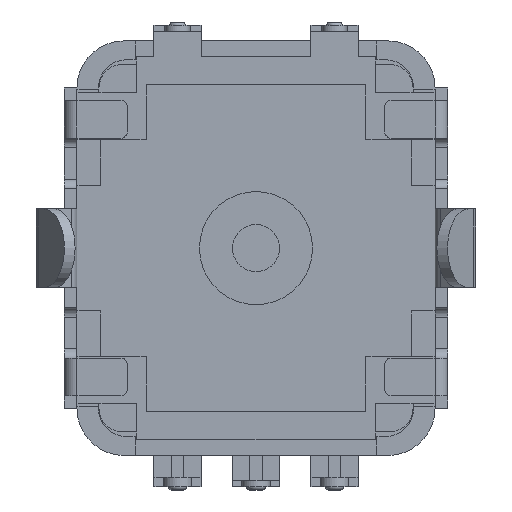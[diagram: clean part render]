
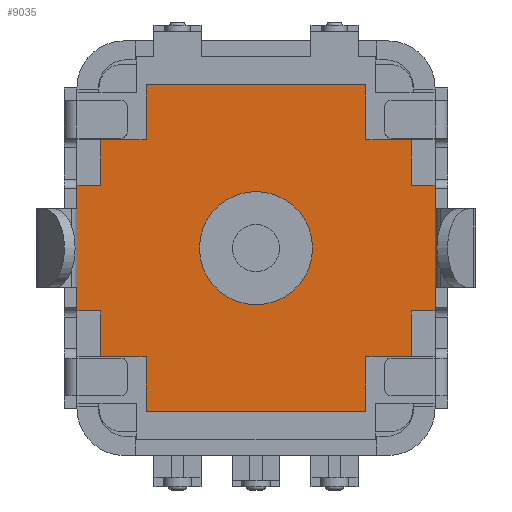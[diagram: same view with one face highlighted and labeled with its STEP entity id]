
A CAD part, front view. The second image highlights one B-rep face of the part: STEP entity #9035.
In plain terms, the highlighted planar face has unit normal (0, -1, 0).
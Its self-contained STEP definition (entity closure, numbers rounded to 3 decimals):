
#137=DIRECTION('',(0.,0.,-1.));
#138=VECTOR('',#137,2.5);
#139=CARTESIAN_POINT('',(-5.7,-5.1,1.25));
#140=LINE('',#139,#138);
#141=DIRECTION('',(0.,0.,-1.));
#142=VECTOR('',#141,0.75);
#143=CARTESIAN_POINT('',(5.7,-5.1,-1.25));
#144=LINE('',#143,#142);
#145=DIRECTION('',(-1.,0.,0.));
#146=VECTOR('',#145,0.75);
#147=CARTESIAN_POINT('',(5.7,-5.1,-2.));
#148=LINE('',#147,#146);
#149=DIRECTION('',(0.,0.,-1.));
#150=VECTOR('',#149,1.45);
#151=CARTESIAN_POINT('',(4.95,-5.1,-2.));
#152=LINE('',#151,#150);
#153=DIRECTION('',(-1.,0.,0.));
#154=VECTOR('',#153,1.45);
#155=CARTESIAN_POINT('',(-3.5,-5.1,-3.45));
#156=LINE('',#155,#154);
#157=DIRECTION('',(0.,0.,1.));
#158=VECTOR('',#157,1.45);
#159=CARTESIAN_POINT('',(-4.95,-5.1,-3.45));
#160=LINE('',#159,#158);
#161=DIRECTION('',(-1.,0.,0.));
#162=VECTOR('',#161,0.75);
#163=CARTESIAN_POINT('',(-4.95,-5.1,-2.));
#164=LINE('',#163,#162);
#165=DIRECTION('',(0.,0.,1.));
#166=VECTOR('',#165,0.75);
#167=CARTESIAN_POINT('',(-5.7,-5.1,-2.));
#168=LINE('',#167,#166);
#169=DIRECTION('',(0.,0.,1.));
#170=VECTOR('',#169,0.75);
#171=CARTESIAN_POINT('',(-5.7,-5.1,1.25));
#172=LINE('',#171,#170);
#173=DIRECTION('',(1.,0.,0.));
#174=VECTOR('',#173,0.75);
#175=CARTESIAN_POINT('',(-5.7,-5.1,2.));
#176=LINE('',#175,#174);
#177=DIRECTION('',(0.,0.,1.));
#178=VECTOR('',#177,1.45);
#179=CARTESIAN_POINT('',(-4.95,-5.1,2.));
#180=LINE('',#179,#178);
#181=DIRECTION('',(1.,0.,0.));
#182=VECTOR('',#181,1.45);
#183=CARTESIAN_POINT('',(3.5,-5.1,3.45));
#184=LINE('',#183,#182);
#185=DIRECTION('',(0.,0.,-1.));
#186=VECTOR('',#185,1.45);
#187=CARTESIAN_POINT('',(4.95,-5.1,3.45));
#188=LINE('',#187,#186);
#189=DIRECTION('',(1.,0.,0.));
#190=VECTOR('',#189,0.75);
#191=CARTESIAN_POINT('',(4.95,-5.1,2.));
#192=LINE('',#191,#190);
#193=DIRECTION('',(0.,0.,-1.));
#194=VECTOR('',#193,0.75);
#195=CARTESIAN_POINT('',(5.7,-5.1,2.));
#196=LINE('',#195,#194);
#197=DIRECTION('',(0.,0.,-1.));
#198=VECTOR('',#197,2.5);
#199=CARTESIAN_POINT('',(5.7,-5.1,1.25));
#200=LINE('',#199,#198);
#201=CARTESIAN_POINT('',(0.,-5.1,0.));
#202=DIRECTION('',(0.,-1.,0.));
#203=DIRECTION('',(1.,0.,0.));
#204=AXIS2_PLACEMENT_3D('',#201,#202,#203);
#206=CARTESIAN_POINT('',(0.,-5.1,0.));
#207=DIRECTION('',(0.,-1.,0.));
#208=DIRECTION('',(-1.,0.,0.));
#209=AXIS2_PLACEMENT_3D('',#206,#207,#208);
#406=DIRECTION('',(0.,0.,1.));
#407=VECTOR('',#406,1.75);
#408=CARTESIAN_POINT('',(3.5,-5.1,3.45));
#409=LINE('',#408,#407);
#414=DIRECTION('',(-1.,0.,0.));
#415=VECTOR('',#414,7.);
#416=CARTESIAN_POINT('',(3.5,-5.1,5.2));
#417=LINE('',#416,#415);
#422=DIRECTION('',(0.,0.,-1.));
#423=VECTOR('',#422,1.75);
#424=CARTESIAN_POINT('',(-3.5,-5.1,5.2));
#425=LINE('',#424,#423);
#430=DIRECTION('',(-1.,0.,0.));
#431=VECTOR('',#430,1.45);
#432=CARTESIAN_POINT('',(-3.5,-5.1,3.45));
#433=LINE('',#432,#431);
#969=DIRECTION('',(0.,0.,-1.));
#970=VECTOR('',#969,1.75);
#971=CARTESIAN_POINT('',(-3.5,-5.1,-3.45));
#972=LINE('',#971,#970);
#977=DIRECTION('',(1.,0.,0.));
#978=VECTOR('',#977,7.);
#979=CARTESIAN_POINT('',(-3.5,-5.1,-5.2));
#980=LINE('',#979,#978);
#985=DIRECTION('',(0.,0.,1.));
#986=VECTOR('',#985,1.75);
#987=CARTESIAN_POINT('',(3.5,-5.1,-5.2));
#988=LINE('',#987,#986);
#993=DIRECTION('',(1.,0.,0.));
#994=VECTOR('',#993,1.45);
#995=CARTESIAN_POINT('',(3.5,-5.1,-3.45));
#996=LINE('',#995,#994);
#7740=CARTESIAN_POINT('',(-5.7,-5.1,-1.25));
#7741=VERTEX_POINT('',#7740);
#7760=CARTESIAN_POINT('',(-5.7,-5.1,1.25));
#7761=VERTEX_POINT('',#7760);
#7999=CARTESIAN_POINT('',(5.7,-5.1,1.25));
#8001=VERTEX_POINT('',#7999);
#8002=CARTESIAN_POINT('',(5.7,-5.1,2.));
#8003=VERTEX_POINT('',#8002);
#8018=CARTESIAN_POINT('',(5.7,-5.1,-1.25));
#8020=VERTEX_POINT('',#8018);
#8034=CARTESIAN_POINT('',(5.7,-5.1,-2.));
#8035=VERTEX_POINT('',#8034);
#8206=CARTESIAN_POINT('',(4.95,-5.1,-2.));
#8207=VERTEX_POINT('',#8206);
#8208=CARTESIAN_POINT('',(4.95,-5.1,-3.45));
#8209=VERTEX_POINT('',#8208);
#8210=CARTESIAN_POINT('',(3.5,-5.1,-3.45));
#8211=VERTEX_POINT('',#8210);
#8212=CARTESIAN_POINT('',(3.5,-5.1,-5.2));
#8213=VERTEX_POINT('',#8212);
#8214=CARTESIAN_POINT('',(-3.5,-5.1,-5.2));
#8215=VERTEX_POINT('',#8214);
#8216=CARTESIAN_POINT('',(-3.5,-5.1,-3.45));
#8217=VERTEX_POINT('',#8216);
#8218=CARTESIAN_POINT('',(-4.95,-5.1,-3.45));
#8219=VERTEX_POINT('',#8218);
#8220=CARTESIAN_POINT('',(-4.95,-5.1,-2.));
#8221=VERTEX_POINT('',#8220);
#8222=CARTESIAN_POINT('',(-5.7,-5.1,-2.));
#8223=VERTEX_POINT('',#8222);
#8224=CARTESIAN_POINT('',(-5.7,-5.1,2.));
#8225=VERTEX_POINT('',#8224);
#8226=CARTESIAN_POINT('',(-4.95,-5.1,2.));
#8227=VERTEX_POINT('',#8226);
#8228=CARTESIAN_POINT('',(-4.95,-5.1,3.45));
#8229=VERTEX_POINT('',#8228);
#8230=CARTESIAN_POINT('',(-3.5,-5.1,3.45));
#8231=VERTEX_POINT('',#8230);
#8232=CARTESIAN_POINT('',(-3.5,-5.1,5.2));
#8233=VERTEX_POINT('',#8232);
#8234=CARTESIAN_POINT('',(3.5,-5.1,5.2));
#8235=VERTEX_POINT('',#8234);
#8236=CARTESIAN_POINT('',(3.5,-5.1,3.45));
#8237=VERTEX_POINT('',#8236);
#8238=CARTESIAN_POINT('',(4.95,-5.1,3.45));
#8239=VERTEX_POINT('',#8238);
#8240=CARTESIAN_POINT('',(4.95,-5.1,2.));
#8241=VERTEX_POINT('',#8240);
#8242=CARTESIAN_POINT('',(1.8,-5.1,0.));
#8243=CARTESIAN_POINT('',(-1.8,-5.1,0.));
#8244=VERTEX_POINT('',#8242);
#8245=VERTEX_POINT('',#8243);
#8975=CARTESIAN_POINT('',(0.,-5.1,0.));
#8976=DIRECTION('',(0.,1.,0.));
#8977=DIRECTION('',(-1.,0.,0.));
#8978=AXIS2_PLACEMENT_3D('',#8975,#8976,#8977);
#8979=PLANE('',#8978);
#8981=ORIENTED_EDGE('',*,*,#8980,.T.);
#8983=ORIENTED_EDGE('',*,*,#8982,.T.);
#8985=ORIENTED_EDGE('',*,*,#8984,.T.);
#8987=ORIENTED_EDGE('',*,*,#8986,.F.);
#8989=ORIENTED_EDGE('',*,*,#8988,.F.);
#8991=ORIENTED_EDGE('',*,*,#8990,.F.);
#8993=ORIENTED_EDGE('',*,*,#8992,.F.);
#8995=ORIENTED_EDGE('',*,*,#8994,.T.);
#8997=ORIENTED_EDGE('',*,*,#8996,.T.);
#8999=ORIENTED_EDGE('',*,*,#8998,.T.);
#9001=ORIENTED_EDGE('',*,*,#9000,.T.);
#9002=ORIENTED_EDGE('',*,*,#8968,.F.);
#9004=ORIENTED_EDGE('',*,*,#9003,.T.);
#9006=ORIENTED_EDGE('',*,*,#9005,.T.);
#9008=ORIENTED_EDGE('',*,*,#9007,.T.);
#9010=ORIENTED_EDGE('',*,*,#9009,.F.);
#9012=ORIENTED_EDGE('',*,*,#9011,.F.);
#9014=ORIENTED_EDGE('',*,*,#9013,.F.);
#9016=ORIENTED_EDGE('',*,*,#9015,.F.);
#9018=ORIENTED_EDGE('',*,*,#9017,.T.);
#9020=ORIENTED_EDGE('',*,*,#9019,.T.);
#9022=ORIENTED_EDGE('',*,*,#9021,.T.);
#9024=ORIENTED_EDGE('',*,*,#9023,.T.);
#9026=ORIENTED_EDGE('',*,*,#9025,.T.);
#9027=EDGE_LOOP('',(#8981,#8983,#8985,#8987,#8989,#8991,#8993,#8995,#8997,#8999,
#9001,#9002,#9004,#9006,#9008,#9010,#9012,#9014,#9016,#9018,#9020,#9022,#9024,
#9026));
#9028=FACE_OUTER_BOUND('',#9027,.F.);
#9030=ORIENTED_EDGE('',*,*,#9029,.T.);
#9032=ORIENTED_EDGE('',*,*,#9031,.T.);
#9033=EDGE_LOOP('',(#9030,#9032));
#9034=FACE_BOUND('',#9033,.F.);
#205=CIRCLE('',#204,1.8);
#210=CIRCLE('',#209,1.8);
#8968=EDGE_CURVE('',#7761,#7741,#140,.T.);
#8980=EDGE_CURVE('',#8020,#8035,#144,.T.);
#8982=EDGE_CURVE('',#8035,#8207,#148,.T.);
#8984=EDGE_CURVE('',#8207,#8209,#152,.T.);
#8986=EDGE_CURVE('',#8211,#8209,#996,.T.);
#8988=EDGE_CURVE('',#8213,#8211,#988,.T.);
#8990=EDGE_CURVE('',#8215,#8213,#980,.T.);
#8992=EDGE_CURVE('',#8217,#8215,#972,.T.);
#8994=EDGE_CURVE('',#8217,#8219,#156,.T.);
#8996=EDGE_CURVE('',#8219,#8221,#160,.T.);
#8998=EDGE_CURVE('',#8221,#8223,#164,.T.);
#9000=EDGE_CURVE('',#8223,#7741,#168,.T.);
#9003=EDGE_CURVE('',#7761,#8225,#172,.T.);
#9005=EDGE_CURVE('',#8225,#8227,#176,.T.);
#9007=EDGE_CURVE('',#8227,#8229,#180,.T.);
#9009=EDGE_CURVE('',#8231,#8229,#433,.T.);
#9011=EDGE_CURVE('',#8233,#8231,#425,.T.);
#9013=EDGE_CURVE('',#8235,#8233,#417,.T.);
#9015=EDGE_CURVE('',#8237,#8235,#409,.T.);
#9017=EDGE_CURVE('',#8237,#8239,#184,.T.);
#9019=EDGE_CURVE('',#8239,#8241,#188,.T.);
#9021=EDGE_CURVE('',#8241,#8003,#192,.T.);
#9023=EDGE_CURVE('',#8003,#8001,#196,.T.);
#9025=EDGE_CURVE('',#8001,#8020,#200,.T.);
#9029=EDGE_CURVE('',#8244,#8245,#205,.T.);
#9031=EDGE_CURVE('',#8245,#8244,#210,.T.);
#9035=ADVANCED_FACE('',(#9028,#9034),#8979,.F.);
